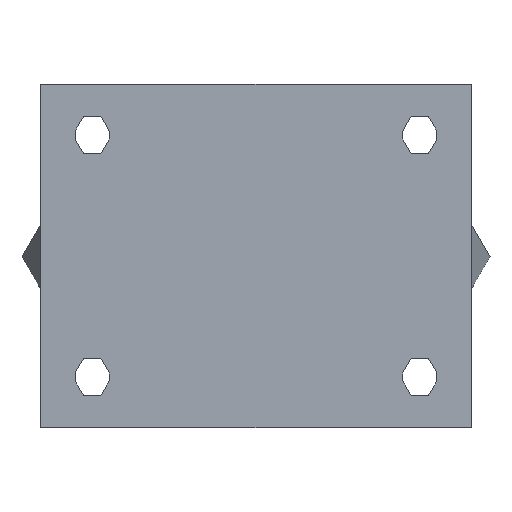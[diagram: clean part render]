
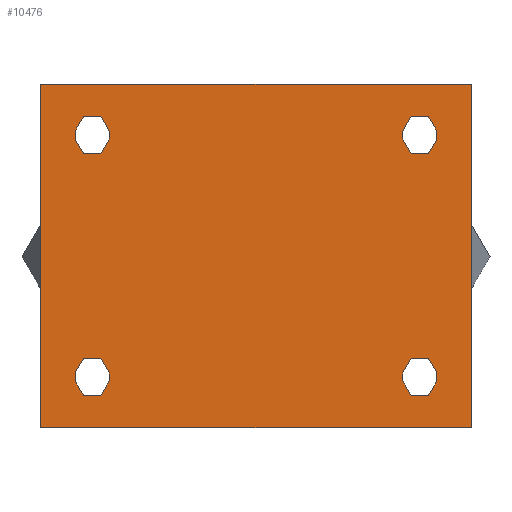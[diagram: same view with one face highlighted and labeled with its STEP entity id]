
A CAD part, top view. The second image highlights one B-rep face of the part: STEP entity #10476.
In plain terms, the highlighted planar face has unit normal (0, 0, 1).
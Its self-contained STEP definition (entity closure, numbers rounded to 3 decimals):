
#498=FACE_BOUND('',#2013,.T.);
#499=FACE_BOUND('',#2014,.T.);
#500=FACE_BOUND('',#2015,.T.);
#501=FACE_BOUND('',#2016,.T.);
#1105=PLANE('',#11298);
#1371=FACE_OUTER_BOUND('',#2012,.T.);
#2012=EDGE_LOOP('',(#7271,#7272,#7273,#7274));
#2013=EDGE_LOOP('',(#7275,#7276,#7277,#7278));
#2014=EDGE_LOOP('',(#7279,#7280,#7281,#7282));
#2015=EDGE_LOOP('',(#7283,#7284,#7285,#7286));
#2016=EDGE_LOOP('',(#7287,#7288,#7289,#7290));
#2798=LINE('',#15570,#3506);
#2800=LINE('',#15574,#3508);
#2801=LINE('',#15576,#3509);
#2802=LINE('',#15577,#3510);
#2803=LINE('',#15582,#3511);
#2804=LINE('',#15585,#3512);
#2805=LINE('',#15590,#3513);
#2806=LINE('',#15593,#3514);
#2807=LINE('',#15598,#3515);
#2808=LINE('',#15601,#3516);
#2809=LINE('',#15606,#3517);
#2810=LINE('',#15609,#3518);
#3506=VECTOR('',#12290,1000.);
#3508=VECTOR('',#12294,1000.);
#3509=VECTOR('',#12295,1000.);
#3510=VECTOR('',#12296,1000.);
#3511=VECTOR('',#12299,1000.);
#3512=VECTOR('',#12302,1000.);
#3513=VECTOR('',#12305,1000.);
#3514=VECTOR('',#12308,1000.);
#3515=VECTOR('',#12311,1000.);
#3516=VECTOR('',#12314,1000.);
#3517=VECTOR('',#12317,1000.);
#3518=VECTOR('',#12320,1000.);
#4194=CIRCLE('',#11299,5.5);
#4195=CIRCLE('',#11300,5.5);
#4196=CIRCLE('',#11301,5.5);
#4197=CIRCLE('',#11302,5.5);
#4198=CIRCLE('',#11303,5.5);
#4199=CIRCLE('',#11304,5.5);
#4200=CIRCLE('',#11305,5.5);
#4201=CIRCLE('',#11306,5.5);
#4608=VERTEX_POINT('',#15567);
#4609=VERTEX_POINT('',#15569);
#4610=VERTEX_POINT('',#15573);
#4611=VERTEX_POINT('',#15575);
#4612=VERTEX_POINT('',#15578);
#4613=VERTEX_POINT('',#15579);
#4614=VERTEX_POINT('',#15581);
#4615=VERTEX_POINT('',#15583);
#4616=VERTEX_POINT('',#15586);
#4617=VERTEX_POINT('',#15587);
#4618=VERTEX_POINT('',#15589);
#4619=VERTEX_POINT('',#15591);
#4620=VERTEX_POINT('',#15594);
#4621=VERTEX_POINT('',#15595);
#4622=VERTEX_POINT('',#15597);
#4623=VERTEX_POINT('',#15599);
#4624=VERTEX_POINT('',#15602);
#4625=VERTEX_POINT('',#15603);
#4626=VERTEX_POINT('',#15605);
#4627=VERTEX_POINT('',#15607);
#5667=EDGE_CURVE('',#4608,#4609,#2798,.T.);
#5669=EDGE_CURVE('',#4608,#4610,#2800,.T.);
#5670=EDGE_CURVE('',#4611,#4610,#2801,.T.);
#5671=EDGE_CURVE('',#4609,#4611,#2802,.T.);
#5672=EDGE_CURVE('',#4612,#4613,#4194,.T.);
#5673=EDGE_CURVE('',#4614,#4612,#2803,.T.);
#5674=EDGE_CURVE('',#4615,#4614,#4195,.T.);
#5675=EDGE_CURVE('',#4613,#4615,#2804,.T.);
#5676=EDGE_CURVE('',#4616,#4617,#4196,.T.);
#5677=EDGE_CURVE('',#4618,#4616,#2805,.T.);
#5678=EDGE_CURVE('',#4619,#4618,#4197,.T.);
#5679=EDGE_CURVE('',#4617,#4619,#2806,.T.);
#5680=EDGE_CURVE('',#4620,#4621,#4198,.T.);
#5681=EDGE_CURVE('',#4621,#4622,#2807,.T.);
#5682=EDGE_CURVE('',#4622,#4623,#4199,.T.);
#5683=EDGE_CURVE('',#4623,#4620,#2808,.T.);
#5684=EDGE_CURVE('',#4624,#4625,#4200,.T.);
#5685=EDGE_CURVE('',#4625,#4626,#2809,.T.);
#5686=EDGE_CURVE('',#4626,#4627,#4201,.T.);
#5687=EDGE_CURVE('',#4627,#4624,#2810,.T.);
#7271=ORIENTED_EDGE('',*,*,#5667,.F.);
#7272=ORIENTED_EDGE('',*,*,#5669,.T.);
#7273=ORIENTED_EDGE('',*,*,#5670,.F.);
#7274=ORIENTED_EDGE('',*,*,#5671,.F.);
#7275=ORIENTED_EDGE('',*,*,#5672,.F.);
#7276=ORIENTED_EDGE('',*,*,#5673,.F.);
#7277=ORIENTED_EDGE('',*,*,#5674,.F.);
#7278=ORIENTED_EDGE('',*,*,#5675,.F.);
#7279=ORIENTED_EDGE('',*,*,#5676,.F.);
#7280=ORIENTED_EDGE('',*,*,#5677,.F.);
#7281=ORIENTED_EDGE('',*,*,#5678,.F.);
#7282=ORIENTED_EDGE('',*,*,#5679,.F.);
#7283=ORIENTED_EDGE('',*,*,#5680,.T.);
#7284=ORIENTED_EDGE('',*,*,#5681,.T.);
#7285=ORIENTED_EDGE('',*,*,#5682,.T.);
#7286=ORIENTED_EDGE('',*,*,#5683,.T.);
#7287=ORIENTED_EDGE('',*,*,#5684,.T.);
#7288=ORIENTED_EDGE('',*,*,#5685,.T.);
#7289=ORIENTED_EDGE('',*,*,#5686,.T.);
#7290=ORIENTED_EDGE('',*,*,#5687,.T.);
#10476=ADVANCED_FACE('',(#1371,#498,#499,#500,#501),#1105,.T.);
#11298=AXIS2_PLACEMENT_3D('',#15572,#12292,#12293);
#11299=AXIS2_PLACEMENT_3D('',#15580,#12297,#12298);
#11300=AXIS2_PLACEMENT_3D('',#15584,#12300,#12301);
#11301=AXIS2_PLACEMENT_3D('',#15588,#12303,#12304);
#11302=AXIS2_PLACEMENT_3D('',#15592,#12306,#12307);
#11303=AXIS2_PLACEMENT_3D('',#15596,#12309,#12310);
#11304=AXIS2_PLACEMENT_3D('',#15600,#12312,#12313);
#11305=AXIS2_PLACEMENT_3D('',#15604,#12315,#12316);
#11306=AXIS2_PLACEMENT_3D('',#15608,#12318,#12319);
#12290=DIRECTION('',(0.,-1.,0.));
#12292=DIRECTION('center_axis',(0.,0.,1.));
#12293=DIRECTION('ref_axis',(1.,0.,0.));
#12294=DIRECTION('',(-1.,0.,0.));
#12295=DIRECTION('',(0.,1.,0.));
#12296=DIRECTION('',(-1.,0.,0.));
#12297=DIRECTION('center_axis',(0.,0.,1.));
#12298=DIRECTION('ref_axis',(1.,0.,0.));
#12299=DIRECTION('',(0.,-1.,0.));
#12300=DIRECTION('center_axis',(0.,0.,1.));
#12301=DIRECTION('ref_axis',(1.,0.,0.));
#12302=DIRECTION('',(0.,1.,0.));
#12303=DIRECTION('center_axis',(0.,0.,1.));
#12304=DIRECTION('ref_axis',(-1.,0.,0.));
#12305=DIRECTION('',(0.,-1.,0.));
#12306=DIRECTION('center_axis',(0.,0.,1.));
#12307=DIRECTION('ref_axis',(-1.,0.,0.));
#12308=DIRECTION('',(0.,1.,0.));
#12309=DIRECTION('center_axis',(0.,0.,-1.));
#12310=DIRECTION('ref_axis',(1.,0.,0.));
#12311=DIRECTION('',(0.,-1.,0.));
#12312=DIRECTION('center_axis',(0.,0.,-1.));
#12313=DIRECTION('ref_axis',(1.,0.,0.));
#12314=DIRECTION('',(0.,1.,0.));
#12315=DIRECTION('center_axis',(0.,0.,-1.));
#12316=DIRECTION('ref_axis',(-1.,0.,0.));
#12317=DIRECTION('',(0.,-1.,0.));
#12318=DIRECTION('center_axis',(0.,0.,-1.));
#12319=DIRECTION('ref_axis',(-1.,0.,0.));
#12320=DIRECTION('',(0.,1.,0.));
#15567=CARTESIAN_POINT('',(69.,55.,6.));
#15569=CARTESIAN_POINT('',(69.,-55.,6.));
#15570=CARTESIAN_POINT('',(69.,55.,6.));
#15572=CARTESIAN_POINT('Origin',(0.,0.,6.));
#15573=CARTESIAN_POINT('',(-69.,55.,6.));
#15574=CARTESIAN_POINT('',(69.,55.,6.));
#15575=CARTESIAN_POINT('',(-69.,-55.,6.));
#15576=CARTESIAN_POINT('',(-69.,-55.,6.));
#15577=CARTESIAN_POINT('',(69.,-55.,6.));
#15578=CARTESIAN_POINT('',(-58.,-40.,6.));
#15579=CARTESIAN_POINT('',(-47.,-40.,6.));
#15580=CARTESIAN_POINT('Origin',(-52.5,-40.,6.));
#15581=CARTESIAN_POINT('',(-58.,-37.5,6.));
#15582=CARTESIAN_POINT('',(-58.,-40.,6.));
#15583=CARTESIAN_POINT('',(-47.,-37.5,6.));
#15584=CARTESIAN_POINT('Origin',(-52.5,-37.5,6.));
#15585=CARTESIAN_POINT('',(-47.,-40.,6.));
#15586=CARTESIAN_POINT('',(47.,-40.,6.));
#15587=CARTESIAN_POINT('',(58.,-40.,6.));
#15588=CARTESIAN_POINT('Origin',(52.5,-40.,6.));
#15589=CARTESIAN_POINT('',(47.,-37.5,6.));
#15590=CARTESIAN_POINT('',(47.,-40.,6.));
#15591=CARTESIAN_POINT('',(58.,-37.5,6.));
#15592=CARTESIAN_POINT('Origin',(52.5,-37.5,6.));
#15593=CARTESIAN_POINT('',(58.,-40.,6.));
#15594=CARTESIAN_POINT('',(-58.,40.,6.));
#15595=CARTESIAN_POINT('',(-47.,40.,6.));
#15596=CARTESIAN_POINT('Origin',(-52.5,40.,6.));
#15597=CARTESIAN_POINT('',(-47.,37.5,6.));
#15598=CARTESIAN_POINT('',(-47.,40.,6.));
#15599=CARTESIAN_POINT('',(-58.,37.5,6.));
#15600=CARTESIAN_POINT('Origin',(-52.5,37.5,6.));
#15601=CARTESIAN_POINT('',(-58.,40.,6.));
#15602=CARTESIAN_POINT('',(47.,40.,6.));
#15603=CARTESIAN_POINT('',(58.,40.,6.));
#15604=CARTESIAN_POINT('Origin',(52.5,40.,6.));
#15605=CARTESIAN_POINT('',(58.,37.5,6.));
#15606=CARTESIAN_POINT('',(58.,40.,6.));
#15607=CARTESIAN_POINT('',(47.,37.5,6.));
#15608=CARTESIAN_POINT('Origin',(52.5,37.5,6.));
#15609=CARTESIAN_POINT('',(47.,40.,6.));
